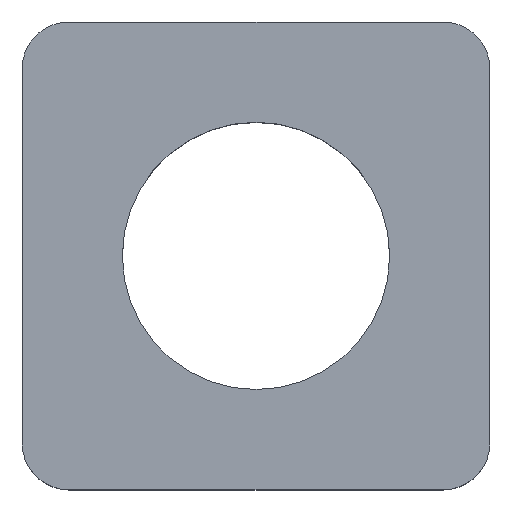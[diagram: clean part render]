
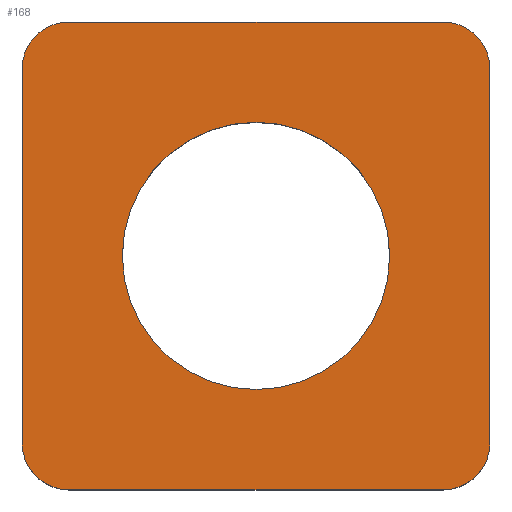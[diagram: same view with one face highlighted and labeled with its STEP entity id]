
A CAD part, top view. The second image highlights one B-rep face of the part: STEP entity #168.
In plain terms, the highlighted planar face has unit normal (0, 0, 1).
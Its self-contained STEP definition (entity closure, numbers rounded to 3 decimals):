
#7 = CARTESIAN_POINT ( 'NONE',  ( 0., 0., 2.2 ) ) ;
#11 = DIRECTION ( 'NONE',  ( 0., 1., 0. ) ) ;
#12 = EDGE_CURVE ( 'NONE', #173, #205, #381, .T. ) ;
#15 = ORIENTED_EDGE ( 'NONE', *, *, #12, .T. ) ;
#30 = ORIENTED_EDGE ( 'NONE', *, *, #263, .T. ) ;
#36 = AXIS2_PLACEMENT_3D ( 'NONE', #53, #377, #319 ) ;
#44 = DIRECTION ( 'NONE',  ( 0., 0., 1. ) ) ;
#49 = CIRCLE ( 'NONE', #111, 0.7 ) ;
#50 = ORIENTED_EDGE ( 'NONE', *, *, #227, .T. ) ;
#53 = CARTESIAN_POINT ( 'NONE',  ( 2.8, -2.8, 2.2 ) ) ;
#57 = EDGE_LOOP ( 'NONE', ( #297, #386 ) ) ;
#67 = VERTEX_POINT ( 'NONE', #98 ) ;
#68 = VERTEX_POINT ( 'NONE', #192 ) ;
#70 = CARTESIAN_POINT ( 'NONE',  ( -2.8, -3.5, 2.2 ) ) ;
#72 = PLANE ( 'NONE',  #372 ) ;
#76 = FACE_OUTER_BOUND ( 'NONE', #395, .T. ) ;
#81 = DIRECTION ( 'NONE',  ( 0., 0., 1. ) ) ;
#83 = DIRECTION ( 'NONE',  ( 1., 0., 0. ) ) ;
#84 = CIRCLE ( 'NONE', #132, 2. ) ;
#85 = CARTESIAN_POINT ( 'NONE',  ( 3.5, 3.5, 2.2 ) ) ;
#91 = CARTESIAN_POINT ( 'NONE',  ( -2., 0., 2.2 ) ) ;
#98 = CARTESIAN_POINT ( 'NONE',  ( -3.5, -2.8, 2.2 ) ) ;
#102 = VERTEX_POINT ( 'NONE', #70 ) ;
#103 = CARTESIAN_POINT ( 'NONE',  ( 2.8, -3.5, 2.2 ) ) ;
#111 = AXIS2_PLACEMENT_3D ( 'NONE', #246, #81, #313 ) ;
#112 = DIRECTION ( 'NONE',  ( 1., 0., 0. ) ) ;
#118 = CIRCLE ( 'NONE', #241, 0.7 ) ;
#125 = VERTEX_POINT ( 'NONE', #270 ) ;
#126 = VECTOR ( 'NONE', #398, 1000. ) ;
#129 = DIRECTION ( 'NONE',  ( 0., 0., 1. ) ) ;
#132 = AXIS2_PLACEMENT_3D ( 'NONE', #287, #322, #151 ) ;
#134 = DIRECTION ( 'NONE',  ( 0., 0., 1. ) ) ;
#149 = DIRECTION ( 'NONE',  ( 0., 0., 1. ) ) ;
#151 = DIRECTION ( 'NONE',  ( 1., 0., 0. ) ) ;
#153 = VERTEX_POINT ( 'NONE', #103 ) ;
#155 = AXIS2_PLACEMENT_3D ( 'NONE', #161, #129, #355 ) ;
#161 = CARTESIAN_POINT ( 'NONE',  ( -2.8, 2.8, 2.2 ) ) ;
#167 = ORIENTED_EDGE ( 'NONE', *, *, #238, .T. ) ;
#168 = ADVANCED_FACE ( 'NONE', ( #76, #336 ), #72, .T. ) ;
#173 = VERTEX_POINT ( 'NONE', #305 ) ;
#191 = VERTEX_POINT ( 'NONE', #200 ) ;
#192 = CARTESIAN_POINT ( 'NONE',  ( 3.5, -2.8, 2.2 ) ) ;
#200 = CARTESIAN_POINT ( 'NONE',  ( 3.5, 2.8, 2.2 ) ) ;
#203 = DIRECTION ( 'NONE',  ( -1., 0., 0. ) ) ;
#205 = VERTEX_POINT ( 'NONE', #275 ) ;
#208 = CARTESIAN_POINT ( 'NONE',  ( -3.5, 3.5, 2.2 ) ) ;
#222 = ORIENTED_EDGE ( 'NONE', *, *, #280, .T. ) ;
#227 = EDGE_CURVE ( 'NONE', #67, #102, #118, .T. ) ;
#229 = LINE ( 'NONE', #374, #126 ) ;
#235 = CARTESIAN_POINT ( 'NONE',  ( 0., 0., 2.2 ) ) ;
#238 = EDGE_CURVE ( 'NONE', #102, #153, #229, .T. ) ;
#240 = EDGE_CURVE ( 'NONE', #277, #173, #371, .T. ) ;
#241 = AXIS2_PLACEMENT_3D ( 'NONE', #369, #149, #83 ) ;
#246 = CARTESIAN_POINT ( 'NONE',  ( 2.8, 2.8, 2.2 ) ) ;
#249 = VECTOR ( 'NONE', #203, 1000. ) ;
#263 = EDGE_CURVE ( 'NONE', #191, #277, #49, .T. ) ;
#264 = EDGE_CURVE ( 'NONE', #125, #404, #353, .T. ) ;
#267 = DIRECTION ( 'NONE',  ( 1., 0., 0. ) ) ;
#270 = CARTESIAN_POINT ( 'NONE',  ( 2., 0., 2.2 ) ) ;
#275 = CARTESIAN_POINT ( 'NONE',  ( -3.5, 2.8, 2.2 ) ) ;
#277 = VERTEX_POINT ( 'NONE', #309 ) ;
#280 = EDGE_CURVE ( 'NONE', #68, #191, #413, .T. ) ;
#287 = CARTESIAN_POINT ( 'NONE',  ( 0., 0., 2.2 ) ) ;
#289 = VECTOR ( 'NONE', #11, 1000. ) ;
#294 = LINE ( 'NONE', #380, #360 ) ;
#297 = ORIENTED_EDGE ( 'NONE', *, *, #388, .F. ) ;
#305 = CARTESIAN_POINT ( 'NONE',  ( -2.8, 3.5, 2.2 ) ) ;
#309 = CARTESIAN_POINT ( 'NONE',  ( 2.8, 3.5, 2.2 ) ) ;
#313 = DIRECTION ( 'NONE',  ( 1., 0., 0. ) ) ;
#314 = AXIS2_PLACEMENT_3D ( 'NONE', #235, #44, #112 ) ;
#319 = DIRECTION ( 'NONE',  ( 1., 0., 0. ) ) ;
#322 = DIRECTION ( 'NONE',  ( 0., 0., 1. ) ) ;
#323 = DIRECTION ( 'NONE',  ( 0., -1., 0. ) ) ;
#328 = ORIENTED_EDGE ( 'NONE', *, *, #411, .T. ) ;
#336 = FACE_BOUND ( 'NONE', #57, .T. ) ;
#348 = EDGE_CURVE ( 'NONE', #153, #68, #392, .T. ) ;
#353 = CIRCLE ( 'NONE', #314, 2. ) ;
#355 = DIRECTION ( 'NONE',  ( 1., 0., 0. ) ) ;
#356 = ORIENTED_EDGE ( 'NONE', *, *, #240, .T. ) ;
#360 = VECTOR ( 'NONE', #323, 1000. ) ;
#369 = CARTESIAN_POINT ( 'NONE',  ( -2.8, -2.8, 2.2 ) ) ;
#371 = LINE ( 'NONE', #208, #249 ) ;
#372 = AXIS2_PLACEMENT_3D ( 'NONE', #7, #134, #267 ) ;
#373 = ORIENTED_EDGE ( 'NONE', *, *, #348, .T. ) ;
#374 = CARTESIAN_POINT ( 'NONE',  ( -3.5, -3.5, 2.2 ) ) ;
#377 = DIRECTION ( 'NONE',  ( 0., 0., 1. ) ) ;
#380 = CARTESIAN_POINT ( 'NONE',  ( -3.5, 3.5, 2.2 ) ) ;
#381 = CIRCLE ( 'NONE', #155, 0.7 ) ;
#386 = ORIENTED_EDGE ( 'NONE', *, *, #264, .F. ) ;
#388 = EDGE_CURVE ( 'NONE', #404, #125, #84, .T. ) ;
#392 = CIRCLE ( 'NONE', #36, 0.7 ) ;
#395 = EDGE_LOOP ( 'NONE', ( #328, #50, #167, #373, #222, #30, #356, #15 ) ) ;
#398 = DIRECTION ( 'NONE',  ( 1., 0., 0. ) ) ;
#404 = VERTEX_POINT ( 'NONE', #91 ) ;
#411 = EDGE_CURVE ( 'NONE', #205, #67, #294, .T. ) ;
#413 = LINE ( 'NONE', #85, #289 ) ;
